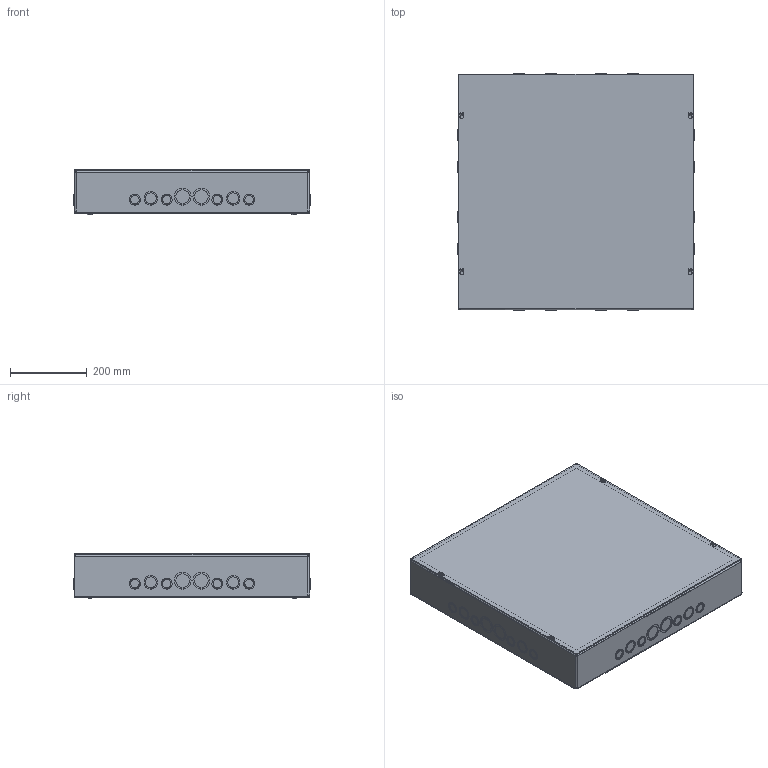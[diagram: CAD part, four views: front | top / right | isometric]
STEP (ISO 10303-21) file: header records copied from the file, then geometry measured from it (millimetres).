
FILE_DESCRIPTION(/* description */ ('SC, 24" X 24" X 4", NEMA1, CS'),/* implementation_level */ '2;1');
FILE_NAME(/* name */ 'SC242404.stp',/* time_stamp */ '2023-08-19T12:45:02-05:00',/* author */ ('kadelman'),/* organization */ (''),/* preprocessor_version */ 'ST-DEVELOPER v18.1',/* originating_system */ 'Autodesk Inventor 2020',/* authorisation */ '');
FILE_SCHEMA (('AUTOMOTIVE_DESIGN { 1 0 10303 214 3 1 1 }'));
Length unit declared in the file: inch
Products named in the file (5): SC242404; SC2424BKP; SC242404WRA; SC2424LPA; 34056
Assembly tree (7 placements, depth 2):
  SC242404
    SC2424BKP
    SC242404WRA
    SC2424LPA
    34056  x4
Bounding box: 615.92 x 615.92 x 119.78 mm (x, y, z)
Volume: 1939788.5 mm3; surface area: 2214081.8 mm2
Topology: 39 solids, 39 shells, 1253 faces, 3258 edges, 2153 vertices
Faces by surface type: plane 836, cylinder 267, cone 48, bspline 46, torus 36, sphere 20
Full cylindrical faces by diameter (mm): 3.581 x4, 4.166 x4, 4.191 x1, 4.566 x8, 5.803 x1, 7.62 x4, 9.754 x4
Entity records: 38164 total; most frequent: CARTESIAN_POINT 7849, ORIENTED_EDGE 6032, DIRECTION 5774, EDGE_CURVE 3016, LINE 2296, VECTOR 2296, VERTEX_POINT 2000, AXIS2_PLACEMENT_3D 1739
